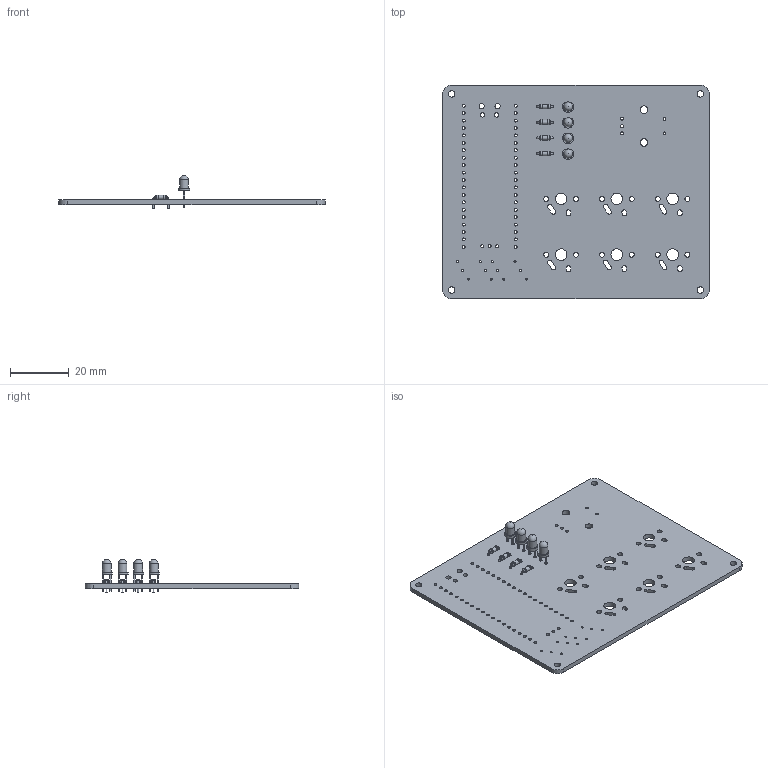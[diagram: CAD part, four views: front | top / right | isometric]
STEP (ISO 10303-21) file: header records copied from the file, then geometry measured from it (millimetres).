
FILE_DESCRIPTION(('KiCad electronic assembly'),'2;1');
FILE_NAME('MacroBoardv2.step','2021-02-09T22:24:25',('An Author'),( 'A Company'),'Open CASCADE STEP processor 6.9', 'KiCad to STEP converter','Unknown');
FILE_SCHEMA(('AUTOMOTIVE_DESIGN { 1 0 10303 214 1 1 1 1 }'));
Length unit declared in the file: millimetre
Products named in the file (6): Open CASCADE STEP translator 6.9 1; LED_D3.0mm; SOLID; R_Axial_DIN0204_L3.6mm_D1.6mm_P5.08mm_Horizontal; COMPOUND
Assembly tree (11 placements, depth 3):
  Open CASCADE STEP translator 6.9 1
    LED_D3.0mm  x4
      SOLID
    R_Axial_DIN0204_L3.6mm_D1.6mm_P5.08mm_Horizontal  x4
      SOLID
    COMPOUND
Bounding box: 91 x 73 x 11.3 mm (x, y, z)
Volume: 10429 mm3; surface area: 14610.5 mm2
Topology: 9 solids, 9 shells, 286 faces, 720 edges, 472 vertices
Faces by surface type: cylinder 160, plane 106, torus 16, sphere 4
Full cylindrical faces by diameter (mm): 0.5 x8, 0.7 x20, 0.9 x8, 1 x5, 1.02 x43, 1.44 x4, 1.5 x2, 1.6 x8, 1.702 x12, 1.8 x2, 2.2 x4, 2.6 x2, 3 x4, 3.988 x6
Entity records: 15148 total; most frequent: CARTESIAN_POINT 3135, DIRECTION 2300, ORIENTED_EDGE 1082, PCURVE 1082, DEFINITIONAL_REPRESENTATION 1082, LINE 1047, VECTOR 1047, CIRCLE 556
